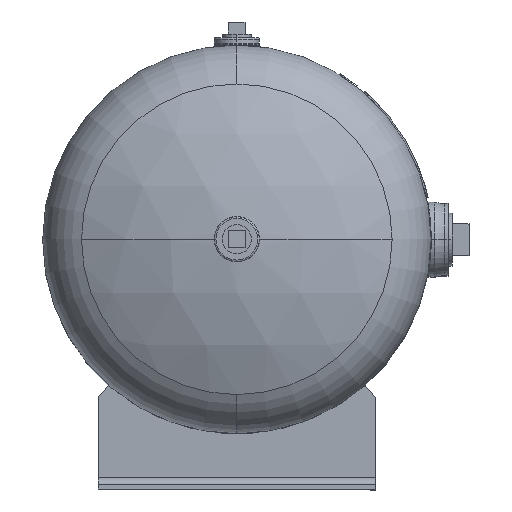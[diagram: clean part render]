
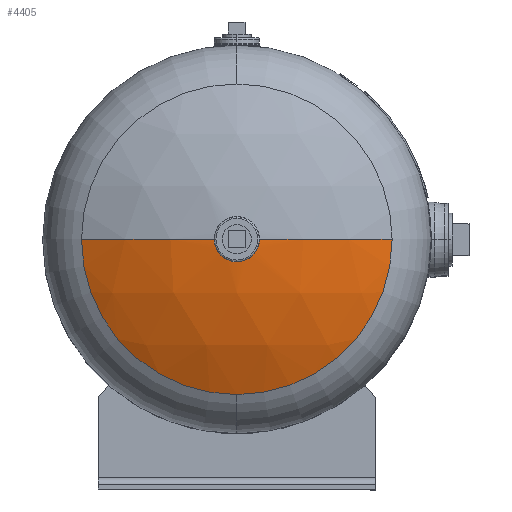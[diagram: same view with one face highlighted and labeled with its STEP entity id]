
A CAD part, top view. The second image highlights one B-rep face of the part: STEP entity #4405.
In plain terms, the highlighted spherical face has radius 320.04 mm.
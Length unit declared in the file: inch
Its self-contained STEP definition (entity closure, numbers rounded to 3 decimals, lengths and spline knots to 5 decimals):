
#500 = CARTESIAN_POINT ( 'NONE',  ( 0., 0., 0.4 ) ) ;
#501 = DIRECTION ( 'NONE',  ( 0., 1., 0. ) ) ;
#502 = DIRECTION ( 'NONE',  ( 0., 0., 1. ) ) ;
#504 = CARTESIAN_POINT ( 'NONE',  ( 0., 0., 11.68716 ) ) ;
#505 = DIRECTION ( 'NONE',  ( 0., 0., -1. ) ) ;
#506 = DIRECTION ( 'NONE',  ( 0., 1., 0. ) ) ;
#508 = CARTESIAN_POINT ( 'NONE',  ( 0., 0., 12.97984 ) ) ;
#509 = DIRECTION ( 'NONE',  ( 0., 0., 1. ) ) ;
#510 = DIRECTION ( 'NONE',  ( -1., 0., 0. ) ) ;
#688 = CIRCLE ( 'NONE', #695, 5.6 ) ;
#690 = CIRCLE ( 'NONE', #693, 12.6 ) ;
#693 = AXIS2_PLACEMENT_3D ( 'NONE', #500, #501, #502 ) ;
#694 = CIRCLE ( 'NONE', #697, 0.7125 ) ;
#695 = AXIS2_PLACEMENT_3D ( 'NONE', #504, #505, #506 ) ;
#697 = AXIS2_PLACEMENT_3D ( 'NONE', #508, #509, #510 ) ;
#886 = VERTEX_POINT ( 'NONE', #3211 ) ;
#890 = VERTEX_POINT ( 'NONE', #3215 ) ;
#893 = VERTEX_POINT ( 'NONE', #3218 ) ;
#902 = VERTEX_POINT ( 'NONE', #3227 ) ;
#905 = VERTEX_POINT ( 'NONE', #3230 ) ;
#1024 = EDGE_LOOP ( 'NONE', ( #1159, #1158, #1150, #1149, #1148 ) ) ;
#1148 = ORIENTED_EDGE ( 'NONE', *, *, #1603, .F. ) ;
#1149 = ORIENTED_EDGE ( 'NONE', *, *, #1604, .F. ) ;
#1150 = ORIENTED_EDGE ( 'NONE', *, *, #2007, .F. ) ;
#1158 = ORIENTED_EDGE ( 'NONE', *, *, #2011, .T. ) ;
#1159 = ORIENTED_EDGE ( 'NONE', *, *, #1605, .F. ) ;
#1380 = CIRCLE ( 'NONE', #1383, 5.6 ) ;
#1383 = AXIS2_PLACEMENT_3D ( 'NONE', #8219, #8220, #8221 ) ;
#1384 = CIRCLE ( 'NONE', #1386, 12.6 ) ;
#1386 = AXIS2_PLACEMENT_3D ( 'NONE', #8225, #8226, #8227 ) ;
#1603 = EDGE_CURVE ( 'NONE', #905, #886, #690, .T. ) ;
#1604 = EDGE_CURVE ( 'NONE', #886, #893, #688, .T. ) ;
#1605 = EDGE_CURVE ( 'NONE', #902, #905, #694, .T. ) ;
#1976 = AXIS2_PLACEMENT_3D ( 'NONE', #5855, #5861, #5862 ) ;
#2007 = EDGE_CURVE ( 'NONE', #893, #890, #1380, .T. ) ;
#2011 = EDGE_CURVE ( 'NONE', #902, #890, #1384, .T. ) ;
#3211 = CARTESIAN_POINT ( 'NONE',  ( 5.6, 0., 11.68716 ) ) ;
#3215 = CARTESIAN_POINT ( 'NONE',  ( -5.6, 0., 11.68716 ) ) ;
#3218 = CARTESIAN_POINT ( 'NONE',  ( 0., -5.6, 11.68716 ) ) ;
#3227 = CARTESIAN_POINT ( 'NONE',  ( -0.7125, 0., 12.97984 ) ) ;
#3230 = CARTESIAN_POINT ( 'NONE',  ( 0.7125, 0., 12.97984 ) ) ;
#4405 = ADVANCED_FACE ( 'NONE', ( #5856 ), #5858, .T. ) ;
#5855 = CARTESIAN_POINT ( 'NONE',  ( 0., 0., 0.4 ) ) ;
#5856 = FACE_OUTER_BOUND ( 'NONE', #1024, .T. ) ;
#5858 = SPHERICAL_SURFACE ( 'NONE', #1976, 12.6 ) ;
#5861 = DIRECTION ( 'NONE',  ( 0., -1., 0. ) ) ;
#5862 = DIRECTION ( 'NONE',  ( 1., 0., 0. ) ) ;
#8219 = CARTESIAN_POINT ( 'NONE',  ( 0., 0., 11.68716 ) ) ;
#8220 = DIRECTION ( 'NONE',  ( 0., 0., -1. ) ) ;
#8221 = DIRECTION ( 'NONE',  ( 0., 1., 0. ) ) ;
#8225 = CARTESIAN_POINT ( 'NONE',  ( 0., 0., 0.4 ) ) ;
#8226 = DIRECTION ( 'NONE',  ( 0., -1., 0. ) ) ;
#8227 = DIRECTION ( 'NONE',  ( 1., 0., 0. ) ) ;
